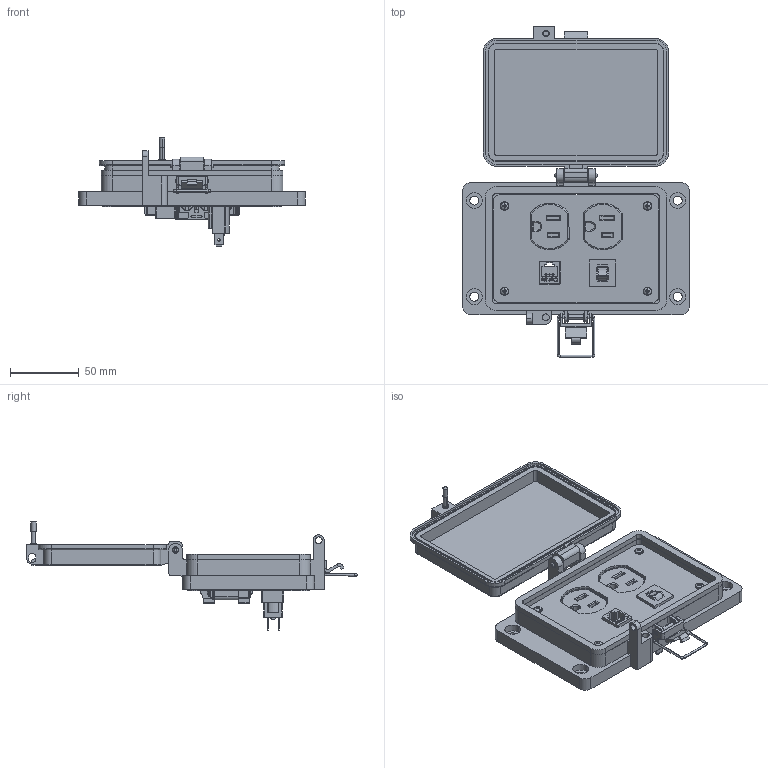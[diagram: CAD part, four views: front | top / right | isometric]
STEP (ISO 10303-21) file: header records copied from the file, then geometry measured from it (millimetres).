
FILE_DESCRIPTION (( 'STEP AP203' ), '1' );
FILE_NAME ('P-R2-M2RD3_3D.STEP', '2019-07-25T17:29:46', ( '' ), ( '' ), 'SwSTEP 2.0', 'SolidWorks 2019', '' );
FILE_SCHEMA (( 'CONFIG_CONTROL_DESIGN' ));
Length unit declared in the file: millimetre
Products named in the file (15): RD_sheared; Z-H-M2_B; Z-000-83212FH_90273A194; -M2; P-R2-M2RD3_FP060_1; 92005A124_METRIC PAN HEAD PHILLIPS MACHINE SCREW_92005A124; P-R2-M2RD3_BP180_1; Z-300-RJ45CAT5; P-R2-M2RD3_3D; P-R2-M2RD3_TP060_1; R2; Z-000-4243316TFP; Z-CB-SM; Z-200-OTLT-RD_Sheared; CBX
Assembly tree (21 placements, depth 3):
  P-R2-M2RD3_3D
    P-R2-M2RD3_BP180_1
    P-R2-M2RD3_TP060_1
    Z-000-4243316TFP  x5
    RD_sheared
      Z-200-OTLT-RD_Sheared
    Z-000-83212FH_90273A194
    P-R2-M2RD3_FP060_1
    R2
      Z-300-RJ45CAT5
    CBX
      Z-CB-SM
    -M2
      Z-H-M2_B
    92005A124_METRIC PAN HEAD PHILLIPS MACHINE SCREW_92005A124  x4
Bounding box: 164.96 x 240.59 x 78.59 mm (x, y, z)
Volume: 259861.2 mm3; surface area: 179849 mm2
Topology: 36 solids, 36 shells, 2855 faces, 7889 edges, 5141 vertices
Faces by surface type: cylinder 1190, plane 1143, bspline 303, cone 114, sphere 60, torus 45
Entity records: 77357 total; most frequent: CARTESIAN_POINT 25375, ORIENTED_EDGE 11234, DIRECTION 9446, EDGE_CURVE 5617, VERTEX_POINT 3654, VECTOR 3380, LINE 3380, AXIS2_PLACEMENT_3D 3033
